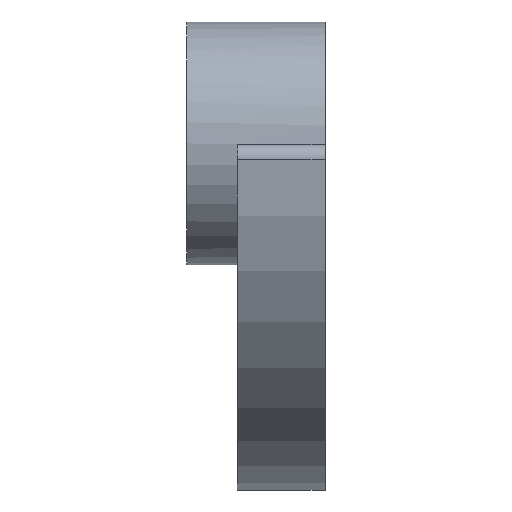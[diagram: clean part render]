
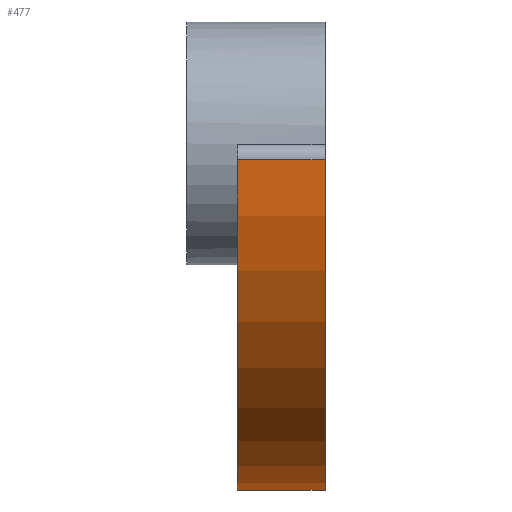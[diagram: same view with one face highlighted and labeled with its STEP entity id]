
A CAD part, left-side view. The second image highlights one B-rep face of the part: STEP entity #477.
In plain terms, the highlighted cylindrical face has radius 35.5 mm (diameter 71 mm), a partial arc.
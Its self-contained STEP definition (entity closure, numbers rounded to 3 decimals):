
#2 = DIRECTION ( 'NONE',  ( 0., 1., 0. ) ) ;
#21 = ORIENTED_EDGE ( 'NONE', *, *, #1084, .F. ) ;
#45 = CARTESIAN_POINT ( 'NONE',  ( -35.461, 3., -1.671 ) ) ;
#158 = AXIS2_PLACEMENT_3D ( 'NONE', #325, #914, #725 ) ;
#223 = EDGE_CURVE ( 'NONE', #379, #803, #501, .T. ) ;
#279 = DIRECTION ( 'NONE',  ( 0., 0., 1. ) ) ;
#325 = CARTESIAN_POINT ( 'NONE',  ( 0., 10., 0. ) ) ;
#331 = CARTESIAN_POINT ( 'NONE',  ( -1.671, 10., -35.461 ) ) ;
#379 = VERTEX_POINT ( 'NONE', #902 ) ;
#388 = DIRECTION ( 'NONE',  ( 0., 0., -1. ) ) ;
#391 = CIRCLE ( 'NONE', #560, 35.5 ) ;
#397 = ORIENTED_EDGE ( 'NONE', *, *, #223, .T. ) ;
#403 = DIRECTION ( 'NONE',  ( 0., -1., 0. ) ) ;
#415 = ORIENTED_EDGE ( 'NONE', *, *, #1149, .F. ) ;
#475 = CARTESIAN_POINT ( 'NONE',  ( -1.671, 3., -35.461 ) ) ;
#477 = ADVANCED_FACE ( 'NONE', ( #527 ), #1189, .T. ) ;
#482 = DIRECTION ( 'NONE',  ( 0., -1., 0. ) ) ;
#485 = VERTEX_POINT ( 'NONE', #45 ) ;
#493 = LINE ( 'NONE', #762, #989 ) ;
#501 = LINE ( 'NONE', #331, #1173 ) ;
#527 = FACE_OUTER_BOUND ( 'NONE', #1219, .T. ) ;
#560 = AXIS2_PLACEMENT_3D ( 'NONE', #568, #2, #279 ) ;
#568 = CARTESIAN_POINT ( 'NONE',  ( 0., 12., 0. ) ) ;
#602 = AXIS2_PLACEMENT_3D ( 'NONE', #1148, #482, #388 ) ;
#648 = ORIENTED_EDGE ( 'NONE', *, *, #1031, .T. ) ;
#725 = DIRECTION ( 'NONE',  ( 0., 0., -1. ) ) ;
#757 = DIRECTION ( 'NONE',  ( 0., 1., 0. ) ) ;
#762 = CARTESIAN_POINT ( 'NONE',  ( -35.461, 10., -1.671 ) ) ;
#803 = VERTEX_POINT ( 'NONE', #475 ) ;
#902 = CARTESIAN_POINT ( 'NONE',  ( -1.671, 12., -35.461 ) ) ;
#914 = DIRECTION ( 'NONE',  ( 0., -1., 0. ) ) ;
#989 = VECTOR ( 'NONE', #757, 1000. ) ;
#1031 = EDGE_CURVE ( 'NONE', #485, #1080, #493, .T. ) ;
#1070 = CARTESIAN_POINT ( 'NONE',  ( -35.461, 12., -1.671 ) ) ;
#1080 = VERTEX_POINT ( 'NONE', #1070 ) ;
#1084 = EDGE_CURVE ( 'NONE', #379, #1080, #391, .T. ) ;
#1148 = CARTESIAN_POINT ( 'NONE',  ( 0., 3., 0. ) ) ;
#1149 = EDGE_CURVE ( 'NONE', #485, #803, #1159, .T. ) ;
#1159 = CIRCLE ( 'NONE', #602, 35.5 ) ;
#1173 = VECTOR ( 'NONE', #403, 1000. ) ;
#1189 = CYLINDRICAL_SURFACE ( 'NONE', #158, 35.5 ) ;
#1219 = EDGE_LOOP ( 'NONE', ( #21, #397, #415, #648 ) ) ;
